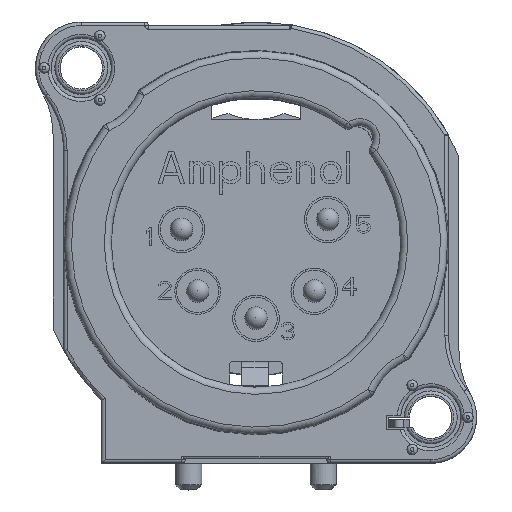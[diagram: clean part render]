
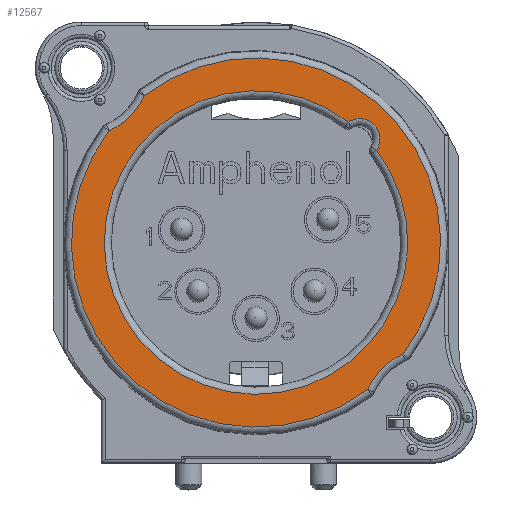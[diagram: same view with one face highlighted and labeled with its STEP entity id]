
A CAD part, top view. The second image highlights one B-rep face of the part: STEP entity #12567.
In plain terms, the highlighted planar face has unit normal (0, 0, 1).
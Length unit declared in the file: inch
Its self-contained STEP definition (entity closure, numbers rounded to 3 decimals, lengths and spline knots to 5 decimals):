
#128=PLANE('',#13207);
#346=FACE_BOUND('',#969,.T.);
#513=FACE_OUTER_BOUND('',#968,.T.);
#968=EDGE_LOOP('',(#9293,#9294,#9295,#9296));
#969=EDGE_LOOP('',(#9297,#9298));
#4606=CIRCLE('',#13201,0.15354);
#4609=CIRCLE('',#13206,0.4118);
#4610=CIRCLE('',#13208,0.15354);
#4611=CIRCLE('',#13209,0.4118);
#4612=CIRCLE('',#13210,0.33858);
#4613=CIRCLE('',#13211,0.04528);
#5267=VERTEX_POINT('',#18950);
#5268=VERTEX_POINT('',#18954);
#5269=VERTEX_POINT('',#18960);
#5270=VERTEX_POINT('',#18964);
#5271=VERTEX_POINT('',#18967);
#5272=VERTEX_POINT('',#18968);
#7041=EDGE_CURVE('',#5267,#5268,#4606,.T.);
#7044=EDGE_CURVE('',#5269,#5268,#4609,.T.);
#7045=EDGE_CURVE('',#5269,#5270,#4610,.T.);
#7046=EDGE_CURVE('',#5267,#5270,#4611,.T.);
#7047=EDGE_CURVE('',#5271,#5272,#4612,.T.);
#7048=EDGE_CURVE('',#5272,#5271,#4613,.T.);
#9293=ORIENTED_EDGE('',*,*,#7044,.F.);
#9294=ORIENTED_EDGE('',*,*,#7045,.T.);
#9295=ORIENTED_EDGE('',*,*,#7046,.F.);
#9296=ORIENTED_EDGE('',*,*,#7041,.T.);
#9297=ORIENTED_EDGE('',*,*,#7047,.T.);
#9298=ORIENTED_EDGE('',*,*,#7048,.T.);
#12567=ADVANCED_FACE('',(#513,#346),#128,.T.);
#13201=AXIS2_PLACEMENT_3D('',#18956,#14471,#14472);
#13206=AXIS2_PLACEMENT_3D('',#18962,#14481,#14482);
#13207=AXIS2_PLACEMENT_3D('',#18963,#14483,#14484);
#13208=AXIS2_PLACEMENT_3D('',#18965,#14485,#14486);
#13209=AXIS2_PLACEMENT_3D('',#18966,#14487,#14488);
#13210=AXIS2_PLACEMENT_3D('',#18969,#14489,#14490);
#13211=AXIS2_PLACEMENT_3D('',#18970,#14491,#14492);
#14471=DIRECTION('center_axis',(0.,0.,-1.));
#14472=DIRECTION('ref_axis',(-0.915,0.404,0.));
#14481=DIRECTION('center_axis',(0.,0.,-1.));
#14482=DIRECTION('ref_axis',(-0.605,0.796,0.));
#14483=DIRECTION('center_axis',(0.,0.,1.));
#14484=DIRECTION('ref_axis',(1.,0.,0.));
#14485=DIRECTION('center_axis',(0.,0.,-1.));
#14486=DIRECTION('ref_axis',(0.915,-0.404,0.));
#14487=DIRECTION('center_axis',(0.,0.,-1.));
#14488=DIRECTION('ref_axis',(0.605,-0.796,0.));
#14489=DIRECTION('center_axis',(0.,0.,-1.));
#14490=DIRECTION('ref_axis',(0.794,0.608,0.));
#14491=DIRECTION('center_axis',(0.,0.,-1.));
#14492=DIRECTION('ref_axis',(-0.555,0.832,0.));
#18950=CARTESIAN_POINT('',(0.12536,-0.35455,0.1063));
#18954=CARTESIAN_POINT('',(0.20384,-0.27606,0.1063));
#18956=CARTESIAN_POINT('Origin',(0.26583,-0.41654,0.1063));
#18960=CARTESIAN_POINT('',(-0.37322,0.301,0.1063));
#18962=CARTESIAN_POINT('Origin',(-0.12393,-0.02677,
0.1063));
#18963=CARTESIAN_POINT('Origin',(-0.12393,-0.02677,
0.1063));
#18964=CARTESIAN_POINT('',(-0.45171,0.22252,0.1063));
#18965=CARTESIAN_POINT('Origin',(-0.5137,0.36299,0.1063));
#18966=CARTESIAN_POINT('Origin',(-0.12393,-0.02677,
0.1063));
#18967=CARTESIAN_POINT('',(0.1448,0.17918,0.1063));
#18968=CARTESIAN_POINT('',(0.08202,0.24197,0.1063));
#18969=CARTESIAN_POINT('Origin',(-0.12393,-0.02677,
0.1063));
#18970=CARTESIAN_POINT('Origin',(0.10713,0.20429,0.1063));
